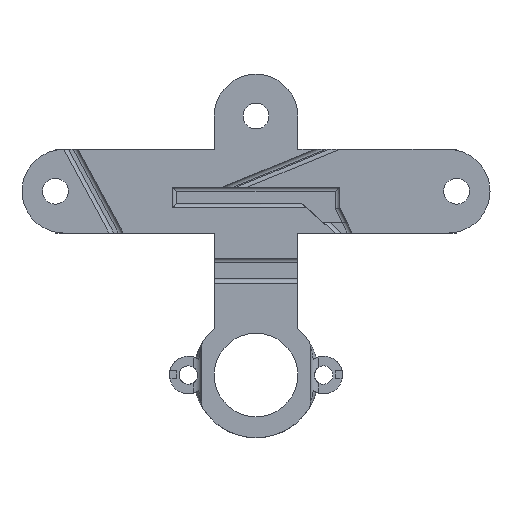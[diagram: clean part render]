
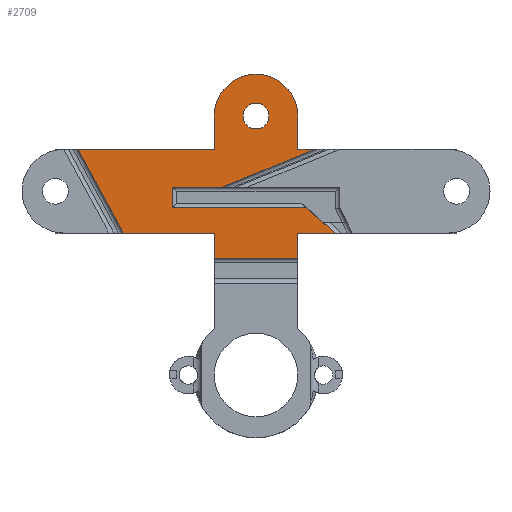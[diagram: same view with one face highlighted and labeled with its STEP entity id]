
A CAD part, front view. The second image highlights one B-rep face of the part: STEP entity #2709.
In plain terms, the highlighted planar face has unit normal (0, -1, 0).
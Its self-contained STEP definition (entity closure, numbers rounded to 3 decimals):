
#48=FACE_BOUND('',#341,.T.);
#195=FACE_OUTER_BOUND('',#340,.T.);
#340=EDGE_LOOP('',(#2108,#2109,#2110,#2111,#2112,#2113,#2114,#2115,#2116,
#2117,#2118,#2119,#2120,#2121,#2122,#2123));
#341=EDGE_LOOP('',(#2124));
#470=LINE('',#3958,#734);
#481=LINE('',#3987,#745);
#482=LINE('',#3992,#746);
#486=LINE('',#4000,#750);
#535=LINE('',#4154,#799);
#538=LINE('',#4159,#802);
#544=LINE('',#4175,#808);
#555=LINE('',#4202,#819);
#575=LINE('',#4261,#839);
#578=LINE('',#4267,#842);
#585=LINE('',#4280,#849);
#586=LINE('',#4283,#850);
#595=LINE('',#4313,#859);
#596=LINE('',#4315,#860);
#597=LINE('',#4318,#861);
#734=VECTOR('',#3170,10.);
#745=VECTOR('',#3191,10.);
#746=VECTOR('',#3196,10.);
#750=VECTOR('',#3200,10.);
#799=VECTOR('',#3329,10.);
#802=VECTOR('',#3334,10.);
#808=VECTOR('',#3346,10.);
#819=VECTOR('',#3369,10.);
#839=VECTOR('',#3435,10.);
#842=VECTOR('',#3444,10.);
#849=VECTOR('',#3457,10.);
#850=VECTOR('',#3460,10.);
#859=VECTOR('',#3487,10.);
#860=VECTOR('',#3488,10.);
#861=VECTOR('',#3491,10.);
#1005=CIRCLE('',#2934,5.);
#1006=CIRCLE('',#2935,1.55);
#1098=VERTEX_POINT('',#3955);
#1099=VERTEX_POINT('',#3957);
#1112=VERTEX_POINT('',#3985);
#1114=VERTEX_POINT('',#3991);
#1117=VERTEX_POINT('',#3997);
#1118=VERTEX_POINT('',#3999);
#1182=VERTEX_POINT('',#4151);
#1183=VERTEX_POINT('',#4153);
#1184=VERTEX_POINT('',#4157);
#1191=VERTEX_POINT('',#4173);
#1201=VERTEX_POINT('',#4201);
#1216=VERTEX_POINT('',#4258);
#1217=VERTEX_POINT('',#4260);
#1221=VERTEX_POINT('',#4282);
#1234=VERTEX_POINT('',#4314);
#1235=VERTEX_POINT('',#4316);
#1236=VERTEX_POINT('',#4319);
#1387=EDGE_CURVE('',#1099,#1098,#470,.T.);
#1402=EDGE_CURVE('',#1098,#1112,#481,.T.);
#1404=EDGE_CURVE('',#1099,#1114,#482,.T.);
#1408=EDGE_CURVE('',#1117,#1118,#486,.T.);
#1485=EDGE_CURVE('',#1183,#1182,#535,.T.);
#1488=EDGE_CURVE('',#1182,#1184,#538,.T.);
#1496=EDGE_CURVE('',#1184,#1191,#544,.T.);
#1509=EDGE_CURVE('',#1201,#1183,#555,.T.);
#1539=EDGE_CURVE('',#1217,#1216,#575,.T.);
#1542=EDGE_CURVE('',#1191,#1118,#578,.T.);
#1549=EDGE_CURVE('',#1217,#1112,#585,.T.);
#1550=EDGE_CURVE('',#1221,#1201,#586,.T.);
#1566=EDGE_CURVE('',#1221,#1216,#595,.T.);
#1567=EDGE_CURVE('',#1117,#1234,#596,.T.);
#1568=EDGE_CURVE('',#1234,#1235,#1005,.T.);
#1569=EDGE_CURVE('',#1235,#1114,#597,.T.);
#1570=EDGE_CURVE('',#1236,#1236,#1006,.T.);
#2108=ORIENTED_EDGE('',*,*,#1387,.T.);
#2109=ORIENTED_EDGE('',*,*,#1402,.T.);
#2110=ORIENTED_EDGE('',*,*,#1549,.F.);
#2111=ORIENTED_EDGE('',*,*,#1539,.T.);
#2112=ORIENTED_EDGE('',*,*,#1566,.F.);
#2113=ORIENTED_EDGE('',*,*,#1550,.T.);
#2114=ORIENTED_EDGE('',*,*,#1509,.T.);
#2115=ORIENTED_EDGE('',*,*,#1485,.T.);
#2116=ORIENTED_EDGE('',*,*,#1488,.T.);
#2117=ORIENTED_EDGE('',*,*,#1496,.T.);
#2118=ORIENTED_EDGE('',*,*,#1542,.T.);
#2119=ORIENTED_EDGE('',*,*,#1408,.F.);
#2120=ORIENTED_EDGE('',*,*,#1567,.T.);
#2121=ORIENTED_EDGE('',*,*,#1568,.T.);
#2122=ORIENTED_EDGE('',*,*,#1569,.T.);
#2123=ORIENTED_EDGE('',*,*,#1404,.F.);
#2124=ORIENTED_EDGE('',*,*,#1570,.T.);
#2613=PLANE('',#2933);
#2709=ADVANCED_FACE('',(#195,#48),#2613,.T.);
#2933=AXIS2_PLACEMENT_3D('',#4312,#3485,#3486);
#2934=AXIS2_PLACEMENT_3D('',#4317,#3489,#3490);
#2935=AXIS2_PLACEMENT_3D('',#4320,#3492,#3493);
#3170=DIRECTION('',(0.476,0.,-0.88));
#3191=DIRECTION('',(1.,0.,0.));
#3196=DIRECTION('',(1.,0.,0.));
#3200=DIRECTION('',(1.,0.,0.));
#3329=DIRECTION('',(-1.,0.,0.));
#3334=DIRECTION('',(0.,0.,1.));
#3346=DIRECTION('',(1.,0.,0.));
#3369=DIRECTION('',(-0.751,0.,0.661));
#3435=DIRECTION('',(1.,0.,0.));
#3444=DIRECTION('',(0.926,0.,0.379));
#3457=DIRECTION('',(0.,0.,1.));
#3460=DIRECTION('',(1.,0.,0.));
#3485=DIRECTION('center_axis',(0.,-1.,0.));
#3486=DIRECTION('ref_axis',(1.,0.,0.));
#3487=DIRECTION('',(0.,0.,-1.));
#3488=DIRECTION('',(0.,0.,1.));
#3489=DIRECTION('center_axis',(0.,-1.,0.));
#3490=DIRECTION('ref_axis',(1.,0.,0.));
#3491=DIRECTION('',(0.,0.,-1.));
#3492=DIRECTION('center_axis',(0.,1.,0.));
#3493=DIRECTION('ref_axis',(-1.,0.,0.));
#3955=CARTESIAN_POINT('',(-15.886,0.,0.));
#3957=CARTESIAN_POINT('',(-21.295,0.,10.));
#3958=CARTESIAN_POINT('',(-19.961,0.,7.534));
#3985=CARTESIAN_POINT('',(-5.,0.,0.));
#3987=CARTESIAN_POINT('',(-28.,0.,0.));
#3991=CARTESIAN_POINT('',(-5.,0.,10.));
#3992=CARTESIAN_POINT('',(-28.,0.,10.));
#3997=CARTESIAN_POINT('',(5.,0.,10.));
#3999=CARTESIAN_POINT('',(7.,0.,10.));
#4000=CARTESIAN_POINT('',(-28.,0.,10.));
#4151=CARTESIAN_POINT('',(-10.,0.,3.));
#4153=CARTESIAN_POINT('',(6.064,0.,3.));
#4154=CARTESIAN_POINT('',(-10.968,0.,3.));
#4157=CARTESIAN_POINT('',(-10.,0.,5.5));
#4159=CARTESIAN_POINT('',(-10.,0.,1.5));
#4173=CARTESIAN_POINT('',(-4.,0.,5.5));
#4175=CARTESIAN_POINT('',(-19.,0.,5.5));
#4201=CARTESIAN_POINT('',(9.473,0.,0.));
#4202=CARTESIAN_POINT('',(-1.088,0.,9.292));
#4258=CARTESIAN_POINT('',(5.,0.,-3.));
#4260=CARTESIAN_POINT('',(-5.,0.,-3.));
#4261=CARTESIAN_POINT('',(-19.,0.,-3.));
#4267=CARTESIAN_POINT('',(-15.243,0.,0.9));
#4280=CARTESIAN_POINT('',(-5.,0.,-6.25));
#4282=CARTESIAN_POINT('',(5.,0.,0.));
#4283=CARTESIAN_POINT('',(-28.,0.,0.));
#4312=CARTESIAN_POINT('Origin',(-28.,0.,0.));
#4313=CARTESIAN_POINT('',(5.,0.,-18.75));
#4314=CARTESIAN_POINT('',(5.,0.,14.));
#4315=CARTESIAN_POINT('',(5.,0.,10.));
#4316=CARTESIAN_POINT('',(-5.,0.,14.));
#4317=CARTESIAN_POINT('Origin',(0.,0.,14.));
#4318=CARTESIAN_POINT('',(-5.,0.,14.));
#4319=CARTESIAN_POINT('',(1.55,0.,14.));
#4320=CARTESIAN_POINT('Origin',(0.,0.,14.));
